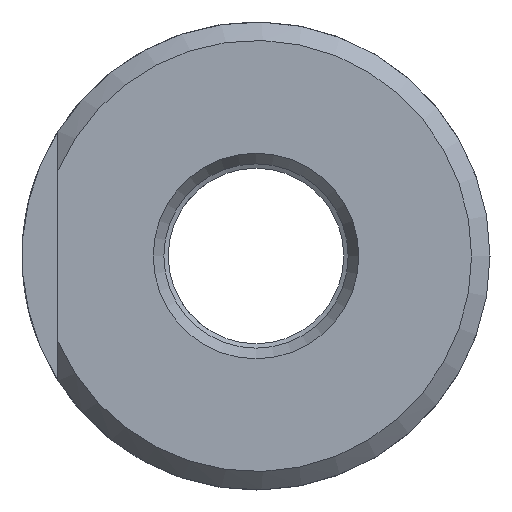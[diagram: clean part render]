
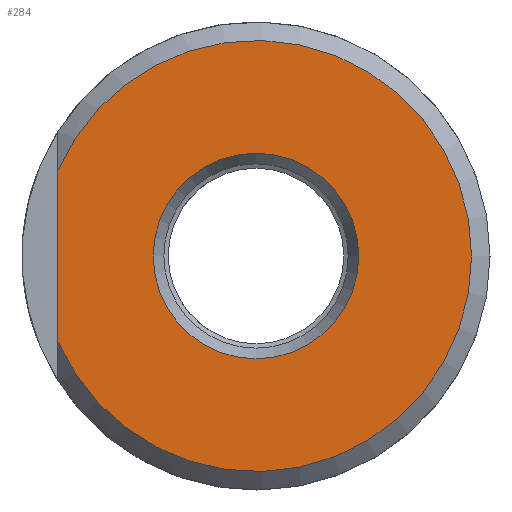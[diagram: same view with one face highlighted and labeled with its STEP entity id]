
A CAD part, left-side view. The second image highlights one B-rep face of the part: STEP entity #284.
In plain terms, the highlighted planar face has unit normal (-1, 0, 0).
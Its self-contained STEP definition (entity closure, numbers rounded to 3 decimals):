
#23=FACE_BOUND('',#81,.T.);
#42=CIRCLE('',#333,5.577);
#43=CIRCLE('',#334,5.577);
#44=CIRCLE('',#336,11.7);
#53=PLANE('',#335);
#64=FACE_OUTER_BOUND('',#80,.T.);
#80=EDGE_LOOP('',(#244,#245));
#81=EDGE_LOOP('',(#246,#247));
#90=LINE('',#538,#102);
#102=VECTOR('',#360,10.);
#122=VERTEX_POINT('',#533);
#123=VERTEX_POINT('',#537);
#138=VERTEX_POINT('',#582);
#139=VERTEX_POINT('',#584);
#154=EDGE_CURVE('',#123,#122,#90,.T.);
#177=EDGE_CURVE('',#139,#138,#42,.T.);
#178=EDGE_CURVE('',#138,#139,#43,.T.);
#179=EDGE_CURVE('',#123,#122,#44,.T.);
#244=ORIENTED_EDGE('',*,*,#154,.T.);
#245=ORIENTED_EDGE('',*,*,#179,.F.);
#246=ORIENTED_EDGE('',*,*,#177,.T.);
#247=ORIENTED_EDGE('',*,*,#178,.T.);
#284=ADVANCED_FACE('',(#64,#23),#53,.T.);
#333=AXIS2_PLACEMENT_3D('',#585,#408,#409);
#334=AXIS2_PLACEMENT_3D('',#586,#410,#411);
#335=AXIS2_PLACEMENT_3D('',#587,#412,#413);
#336=AXIS2_PLACEMENT_3D('',#588,#414,#415);
#360=DIRECTION('',(0.,0.,-1.));
#408=DIRECTION('center_axis',(1.,0.,0.));
#409=DIRECTION('ref_axis',(0.,0.,-1.));
#410=DIRECTION('center_axis',(1.,0.,0.));
#411=DIRECTION('ref_axis',(0.,0.,-1.));
#412=DIRECTION('center_axis',(-1.,0.,0.));
#413=DIRECTION('ref_axis',(0.,0.,1.));
#414=DIRECTION('center_axis',(1.,0.,0.));
#415=DIRECTION('ref_axis',(0.,0.,-1.));
#533=CARTESIAN_POINT('',(-152.4,10.75,-4.618));
#537=CARTESIAN_POINT('',(-152.4,10.75,4.618));
#538=CARTESIAN_POINT('',(-152.4,10.75,-1.268));
#582=CARTESIAN_POINT('',(-152.4,-5.577,0.));
#584=CARTESIAN_POINT('',(-152.4,5.577,0.));
#585=CARTESIAN_POINT('Origin',(-152.4,0.,0.));
#586=CARTESIAN_POINT('Origin',(-152.4,0.,0.));
#587=CARTESIAN_POINT('Origin',(-152.4,11.7,0.));
#588=CARTESIAN_POINT('Origin',(-152.4,0.,0.));
